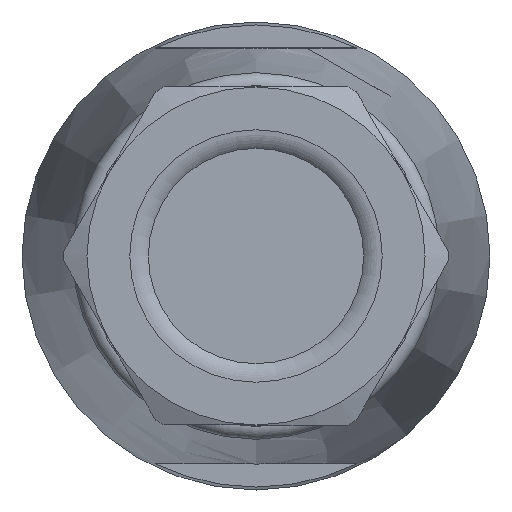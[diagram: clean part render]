
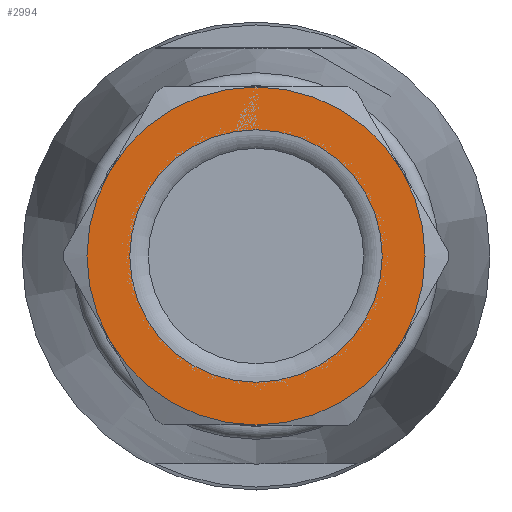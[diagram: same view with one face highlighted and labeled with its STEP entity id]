
A CAD part, left-side view. The second image highlights one B-rep face of the part: STEP entity #2994.
In plain terms, the highlighted face is planar.
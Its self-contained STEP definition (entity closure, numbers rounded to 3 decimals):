
#2994=ADVANCED_FACE('',(#5322,#5323),#3505,.F.);
#3505=PLANE('',#12250);
#4973=CIRCLE('',#12243,4.854);
#4974=CIRCLE('',#12244,6.5);
#4975=CIRCLE('',#12245,6.5);
#4976=CIRCLE('',#12246,6.5);
#4977=CIRCLE('',#12247,6.5);
#4978=CIRCLE('',#12248,6.5);
#4979=CIRCLE('',#12249,6.5);
#5322=FACE_BOUND('',#5804,.T.);
#5323=FACE_BOUND('',#5805,.T.);
#5804=EDGE_LOOP('',(#7563));
#5805=EDGE_LOOP('',(#7564,#7565,#7566,#7567,#7568,#7569));
#7563=ORIENTED_EDGE('',*,*,#10728,.T.);
#7564=ORIENTED_EDGE('',*,*,#10729,.F.);
#7565=ORIENTED_EDGE('',*,*,#10730,.F.);
#7566=ORIENTED_EDGE('',*,*,#10731,.F.);
#7567=ORIENTED_EDGE('',*,*,#10732,.F.);
#7568=ORIENTED_EDGE('',*,*,#10733,.F.);
#7569=ORIENTED_EDGE('',*,*,#10734,.F.);
#9557=VERTEX_POINT('',#17919);
#9558=VERTEX_POINT('',#17921);
#9559=VERTEX_POINT('',#17922);
#9560=VERTEX_POINT('',#17924);
#9561=VERTEX_POINT('',#17926);
#9562=VERTEX_POINT('',#17928);
#9563=VERTEX_POINT('',#17930);
#10728=EDGE_CURVE('',#9557,#9557,#4973,.T.);
#10729=EDGE_CURVE('',#9558,#9559,#4974,.T.);
#10730=EDGE_CURVE('',#9560,#9558,#4975,.T.);
#10731=EDGE_CURVE('',#9561,#9560,#4976,.T.);
#10732=EDGE_CURVE('',#9562,#9561,#4977,.T.);
#10733=EDGE_CURVE('',#9563,#9562,#4978,.T.);
#10734=EDGE_CURVE('',#9559,#9563,#4979,.T.);
#12243=AXIS2_PLACEMENT_3D('',#17918,#13912,#13913);
#12244=AXIS2_PLACEMENT_3D('',#17920,#13914,#13915);
#12245=AXIS2_PLACEMENT_3D('',#17923,#13916,#13917);
#12246=AXIS2_PLACEMENT_3D('',#17925,#13918,#13919);
#12247=AXIS2_PLACEMENT_3D('',#17927,#13920,#13921);
#12248=AXIS2_PLACEMENT_3D('',#17929,#13922,#13923);
#12249=AXIS2_PLACEMENT_3D('',#17931,#13924,#13925);
#12250=AXIS2_PLACEMENT_3D('',#17932,#13926,#13927);
#13912=DIRECTION('',(0.,0.,1.));
#13913=DIRECTION('',(1.,0.,0.));
#13914=DIRECTION('',(0.,0.,1.));
#13915=DIRECTION('',(0.,-1.,0.));
#13916=DIRECTION('',(0.,0.,1.));
#13917=DIRECTION('',(0.,-1.,0.));
#13918=DIRECTION('',(0.,0.,1.));
#13919=DIRECTION('',(0.,-1.,0.));
#13920=DIRECTION('',(0.,0.,1.));
#13921=DIRECTION('',(0.,-1.,0.));
#13922=DIRECTION('',(0.,0.,1.));
#13923=DIRECTION('',(0.,-1.,0.));
#13924=DIRECTION('',(0.,0.,1.));
#13925=DIRECTION('',(0.,-1.,0.));
#13926=DIRECTION('',(0.,0.,1.));
#13927=DIRECTION('',(1.,0.,0.));
#17918=CARTESIAN_POINT('',(0.,0.,-5.));
#17919=CARTESIAN_POINT('',(4.854,0.,-5.));
#17920=CARTESIAN_POINT('',(0.,0.,-5.));
#17921=CARTESIAN_POINT('',(5.629,-3.251,-5.));
#17922=CARTESIAN_POINT('',(5.629,3.25,-5.));
#17923=CARTESIAN_POINT('',(0.,0.,-5.));
#17924=CARTESIAN_POINT('',(0.,-6.5,-5.));
#17925=CARTESIAN_POINT('',(0.,0.,-5.));
#17926=CARTESIAN_POINT('',(-5.629,-3.25,-5.));
#17927=CARTESIAN_POINT('',(0.,0.,-5.));
#17928=CARTESIAN_POINT('',(-5.629,3.25,-5.));
#17929=CARTESIAN_POINT('',(0.,0.,-5.));
#17930=CARTESIAN_POINT('',(0.,6.5,-5.));
#17931=CARTESIAN_POINT('',(0.,0.,-5.));
#17932=CARTESIAN_POINT('',(-11.258,-6.499,-5.));
